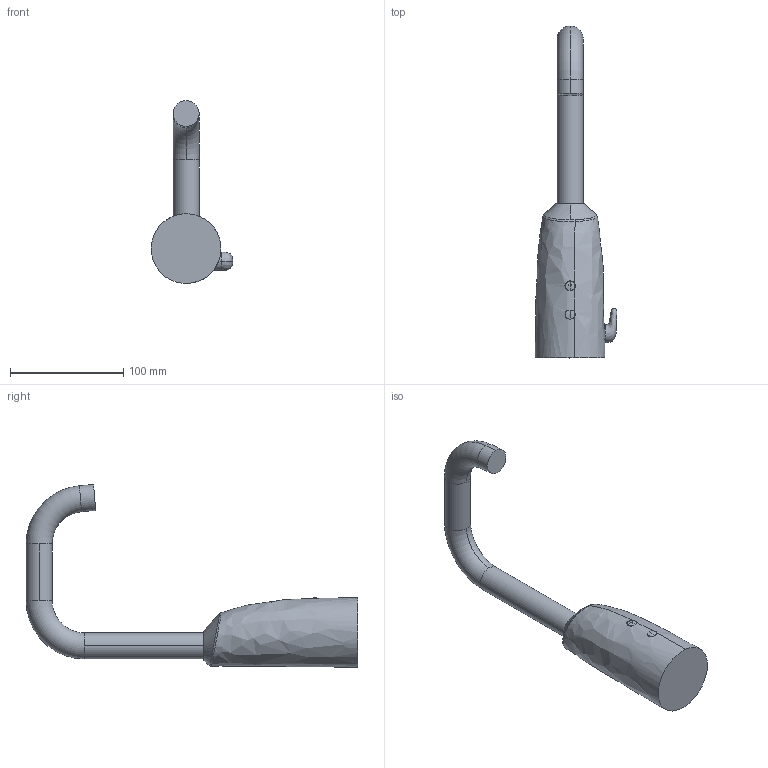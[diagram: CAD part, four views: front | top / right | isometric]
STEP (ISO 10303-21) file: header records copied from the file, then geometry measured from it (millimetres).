
FILE_DESCRIPTION (( 'STEP AP203' ), '1' );
FILE_NAME ('6330FZ(2020)+6334FTZ(2020)+64442229.STEP', '2020-03-09T11:38:58', ( '' ), ( '' ), 'SwSTEP 2.0', 'SolidWorks 2016', '' );
FILE_SCHEMA (( 'CONFIG_CONTROL_DESIGN' ));
Length unit declared in the file: millimetre
Products named in the file (1): 6330FZ(2020)+6334FTZ(2020)+64442229
Bounding box: 71.89 x 292.68 x 161.37 mm (x, y, z)
Volume: 467340.4 mm3; surface area: 49934.5 mm2
Topology: 1 solids, 1 shells, 44 faces, 122 edges, 76 vertices
Faces by surface type: bspline 20, cylinder 10, plane 6, torus 4, cone 4
Entity records: 5890 total; most frequent: CARTESIAN_POINT 4897, ORIENTED_EDGE 232, DIRECTION 134, EDGE_CURVE 116, VERTEX_POINT 76, B_SPLINE_CURVE_WITH_KNOTS 65, AXIS2_PLACEMENT_3D 62, EDGE_LOOP 46
